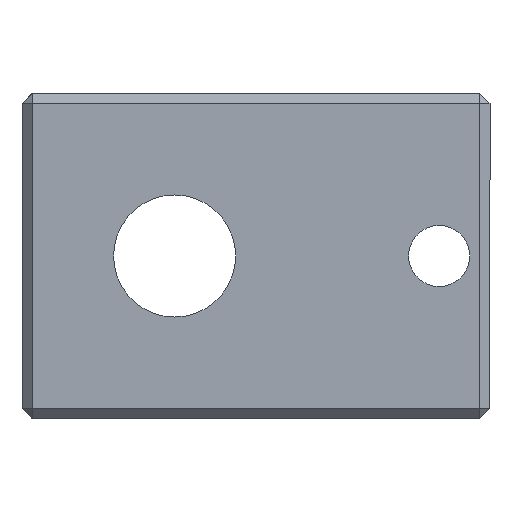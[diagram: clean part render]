
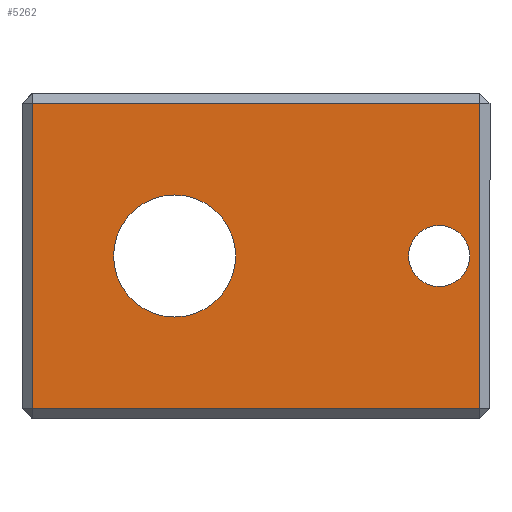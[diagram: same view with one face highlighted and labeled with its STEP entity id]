
A CAD part, front view. The second image highlights one B-rep face of the part: STEP entity #5262.
In plain terms, the highlighted planar face has unit normal (0, -1, 0).
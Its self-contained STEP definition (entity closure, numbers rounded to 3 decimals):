
#28=CIRCLE('',#5490,3.);
#29=CIRCLE('',#5491,1.5);
#99=FACE_BOUND('',#648,.T.);
#100=FACE_BOUND('',#649,.T.);
#366=FACE_OUTER_BOUND('',#647,.T.);
#647=EDGE_LOOP('',(#4716,#4717,#4718,#4719));
#648=EDGE_LOOP('',(#4720));
#649=EDGE_LOOP('',(#4721));
#1250=LINE('',#8945,#1873);
#1260=LINE('',#8966,#1883);
#1262=LINE('',#8969,#1885);
#1269=LINE('',#8983,#1892);
#1873=VECTOR('',#6466,22.);
#1883=VECTOR('',#6484,15.);
#1885=VECTOR('',#6488,22.);
#1892=VECTOR('',#6505,15.);
#2489=VERTEX_POINT('',#8909);
#2500=VERTEX_POINT('',#8940);
#2503=VERTEX_POINT('',#8950);
#2507=VERTEX_POINT('',#8962);
#2524=VERTEX_POINT('',#9073);
#2525=VERTEX_POINT('',#9075);
#3231=EDGE_CURVE('',#2489,#2500,#1250,.T.);
#3241=EDGE_CURVE('',#2500,#2507,#1260,.T.);
#3243=EDGE_CURVE('',#2507,#2503,#1262,.T.);
#3251=EDGE_CURVE('',#2503,#2489,#1269,.T.);
#3276=EDGE_CURVE('',#2524,#2524,#28,.T.);
#3277=EDGE_CURVE('',#2525,#2525,#29,.T.);
#4716=ORIENTED_EDGE('',*,*,#3231,.F.);
#4717=ORIENTED_EDGE('',*,*,#3251,.F.);
#4718=ORIENTED_EDGE('',*,*,#3243,.F.);
#4719=ORIENTED_EDGE('',*,*,#3241,.F.);
#4720=ORIENTED_EDGE('',*,*,#3276,.T.);
#4721=ORIENTED_EDGE('',*,*,#3277,.T.);
#4998=PLANE('',#5489);
#5262=ADVANCED_FACE('',(#366,#99,#100),#4998,.T.);
#5489=AXIS2_PLACEMENT_3D('',#9072,#6555,#6556);
#5490=AXIS2_PLACEMENT_3D('',#9074,#6557,#6558);
#5491=AXIS2_PLACEMENT_3D('',#9076,#6559,#6560);
#6466=DIRECTION('',(-1.,0.,0.));
#6484=DIRECTION('',(0.,0.,1.));
#6488=DIRECTION('',(1.,0.,0.));
#6505=DIRECTION('',(0.,0.,-1.));
#6555=DIRECTION('center_axis',(0.,-1.,0.));
#6556=DIRECTION('ref_axis',(0.,0.,-1.));
#6557=DIRECTION('center_axis',(0.,1.,0.));
#6558=DIRECTION('ref_axis',(-1.,0.,0.));
#6559=DIRECTION('center_axis',(0.,1.,0.));
#6560=DIRECTION('ref_axis',(-1.,0.,0.));
#8909=CARTESIAN_POINT('',(-0.5,0.,0.5));
#8940=CARTESIAN_POINT('',(-22.5,0.,0.5));
#8945=CARTESIAN_POINT('',(-5.75,0.,0.5));
#8950=CARTESIAN_POINT('',(-0.5,0.,15.5));
#8962=CARTESIAN_POINT('',(-22.5,0.,15.5));
#8966=CARTESIAN_POINT('',(-22.5,0.,4.));
#8969=CARTESIAN_POINT('',(-17.25,0.,15.5));
#8983=CARTESIAN_POINT('',(-0.5,0.,12.));
#9072=CARTESIAN_POINT('Origin',(-11.5,0.,8.));
#9073=CARTESIAN_POINT('',(-12.5,0.,8.));
#9074=CARTESIAN_POINT('Origin',(-15.5,0.,8.));
#9075=CARTESIAN_POINT('',(-1.,0.,8.));
#9076=CARTESIAN_POINT('Origin',(-2.5,0.,8.));
